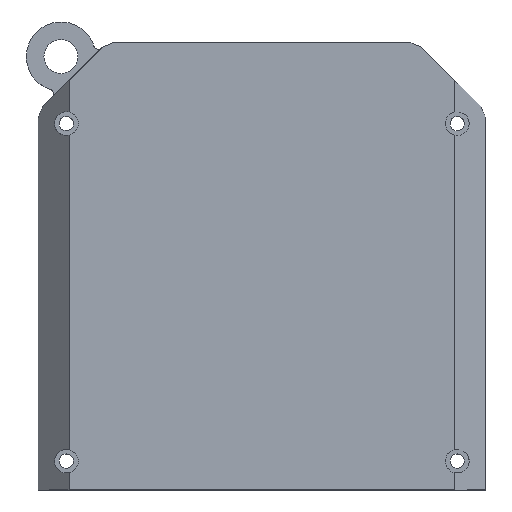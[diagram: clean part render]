
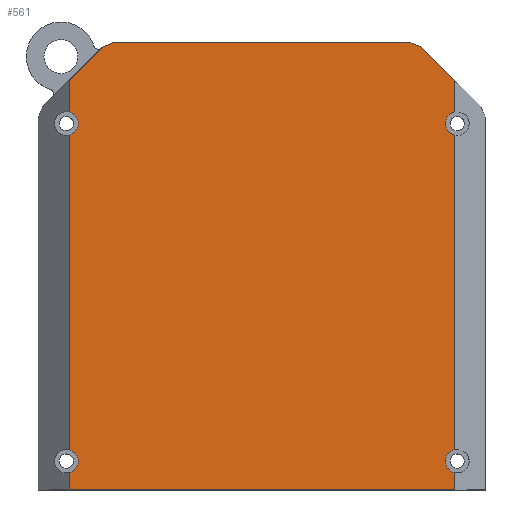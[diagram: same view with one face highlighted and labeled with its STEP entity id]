
A CAD part, top view. The second image highlights one B-rep face of the part: STEP entity #561.
In plain terms, the highlighted planar face has unit normal (0, 0, 1).
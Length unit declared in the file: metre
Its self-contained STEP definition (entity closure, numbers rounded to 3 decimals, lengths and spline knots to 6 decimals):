
#45=LINE('',#889,#91);
#47=LINE('',#893,#93);
#49=LINE('',#897,#95);
#51=LINE('',#901,#97);
#56=LINE('',#910,#102);
#57=LINE('',#915,#103);
#58=LINE('',#919,#104);
#60=LINE('',#922,#106);
#61=LINE('',#925,#107);
#62=LINE('',#927,#108);
#63=LINE('',#931,#109);
#64=LINE('',#935,#110);
#91=VECTOR('',#715,1.);
#93=VECTOR('',#719,1.);
#95=VECTOR('',#723,1.);
#97=VECTOR('',#727,1.);
#102=VECTOR('',#734,1.);
#103=VECTOR('',#739,1.);
#104=VECTOR('',#742,1.);
#106=VECTOR('',#744,1.);
#107=VECTOR('',#749,1.);
#108=VECTOR('',#750,1.);
#109=VECTOR('',#753,1.);
#110=VECTOR('',#756,1.);
#126=PLANE('',#619);
#209=ORIENTED_EDGE('',*,*,#334,.F.);
#210=ORIENTED_EDGE('',*,*,#333,.F.);
#211=ORIENTED_EDGE('',*,*,#335,.T.);
#212=ORIENTED_EDGE('',*,*,#336,.F.);
#213=ORIENTED_EDGE('',*,*,#337,.F.);
#214=ORIENTED_EDGE('',*,*,#338,.F.);
#215=ORIENTED_EDGE('',*,*,#339,.F.);
#216=ORIENTED_EDGE('',*,*,#340,.F.);
#217=ORIENTED_EDGE('',*,*,#316,.T.);
#218=ORIENTED_EDGE('',*,*,#318,.T.);
#219=ORIENTED_EDGE('',*,*,#320,.T.);
#220=ORIENTED_EDGE('',*,*,#322,.T.);
#221=ORIENTED_EDGE('',*,*,#327,.T.);
#222=ORIENTED_EDGE('',*,*,#331,.F.);
#223=ORIENTED_EDGE('',*,*,#341,.F.);
#224=ORIENTED_EDGE('',*,*,#329,.F.);
#316=EDGE_CURVE('',#385,#386,#45,.T.);
#318=EDGE_CURVE('',#386,#387,#47,.T.);
#320=EDGE_CURVE('',#387,#388,#49,.T.);
#322=EDGE_CURVE('',#388,#389,#51,.T.);
#327=EDGE_CURVE('',#389,#392,#56,.T.);
#329=EDGE_CURVE('',#393,#395,#57,.T.);
#331=EDGE_CURVE('',#396,#392,#58,.T.);
#333=EDGE_CURVE('',#397,#394,#60,.T.);
#334=EDGE_CURVE('',#394,#393,#423,.T.);
#335=EDGE_CURVE('',#397,#398,#61,.T.);
#336=EDGE_CURVE('',#399,#398,#62,.T.);
#337=EDGE_CURVE('',#400,#399,#424,.T.);
#338=EDGE_CURVE('',#401,#400,#63,.T.);
#339=EDGE_CURVE('',#402,#401,#425,.T.);
#340=EDGE_CURVE('',#385,#402,#64,.T.);
#341=EDGE_CURVE('',#395,#396,#426,.T.);
#385=VERTEX_POINT('',#886);
#386=VERTEX_POINT('',#888);
#387=VERTEX_POINT('',#892);
#388=VERTEX_POINT('',#896);
#389=VERTEX_POINT('',#900);
#392=VERTEX_POINT('',#909);
#393=VERTEX_POINT('',#913);
#394=VERTEX_POINT('',#914);
#395=VERTEX_POINT('',#916);
#396=VERTEX_POINT('',#918);
#397=VERTEX_POINT('',#921);
#398=VERTEX_POINT('',#926);
#399=VERTEX_POINT('',#928);
#400=VERTEX_POINT('',#930);
#401=VERTEX_POINT('',#932);
#402=VERTEX_POINT('',#934);
#423=CIRCLE('',#620,0.003448);
#424=CIRCLE('',#621,0.003448);
#425=CIRCLE('',#622,0.003448);
#426=CIRCLE('',#623,0.003448);
#458=EDGE_LOOP('',(#209,#210,#211,#212,#213,#214,#215,#216,#217,#218,#219,
#220,#221,#222,#223,#224));
#508=FACE_BOUND('',#458,.T.);
#561=ADVANCED_FACE('',(#508),#126,.T.);
#619=AXIS2_PLACEMENT_3D('',#923,#745,#746);
#620=AXIS2_PLACEMENT_3D('',#924,#747,#748);
#621=AXIS2_PLACEMENT_3D('',#929,#751,#752);
#622=AXIS2_PLACEMENT_3D('',#933,#754,#755);
#623=AXIS2_PLACEMENT_3D('',#936,#757,#758);
#715=DIRECTION('',(-0.707,0.707,0.));
#719=DIRECTION('',(-0.924,0.383,0.));
#723=DIRECTION('',(-1.,0.,0.));
#727=DIRECTION('',(-0.924,-0.383,0.));
#734=DIRECTION('',(-0.707,-0.707,0.));
#739=DIRECTION('',(0.,1.,0.));
#742=DIRECTION('',(0.,1.,0.));
#744=DIRECTION('',(0.,1.,0.));
#745=DIRECTION('',(0.,0.,1.));
#746=DIRECTION('',(1.,0.,0.));
#747=DIRECTION('',(0.,0.,1.));
#748=DIRECTION('',(1.,0.,0.));
#749=DIRECTION('',(1.,0.,0.));
#750=DIRECTION('',(0.,-1.,0.));
#751=DIRECTION('',(0.,0.,1.));
#752=DIRECTION('',(1.,0.,0.));
#753=DIRECTION('',(0.,-1.,0.));
#754=DIRECTION('',(0.,0.,1.));
#755=DIRECTION('',(1.,0.,0.));
#756=DIRECTION('',(0.,-1.,0.));
#757=DIRECTION('',(0.,0.,1.));
#758=DIRECTION('',(1.,0.,0.));
#886=CARTESIAN_POINT('',(0.056,0.054,0.01));
#888=CARTESIAN_POINT('',(0.046414,0.063586,0.01));
#889=CARTESIAN_POINT('',(0.063586,0.046414,0.01));
#892=CARTESIAN_POINT('',(0.043,0.065,0.01));
#893=CARTESIAN_POINT('',(0.046414,0.063586,0.01));
#896=CARTESIAN_POINT('',(-0.043,0.065,0.01));
#897=CARTESIAN_POINT('',(0.043,0.065,0.01));
#900=CARTESIAN_POINT('',(-0.046414,0.063586,0.01));
#901=CARTESIAN_POINT('',(-0.043,0.065,0.01));
#909=CARTESIAN_POINT('',(-0.056,0.054,0.01));
#910=CARTESIAN_POINT('',(-0.046414,0.063586,0.01));
#913=CARTESIAN_POINT('',(-0.056,-0.05327,0.01));
#914=CARTESIAN_POINT('',(-0.056,-0.05999,0.01));
#915=CARTESIAN_POINT('',(-0.056,0.0215,0.01));
#916=CARTESIAN_POINT('',(-0.056,0.038054,0.01));
#918=CARTESIAN_POINT('',(-0.056,0.044774,0.01));
#919=CARTESIAN_POINT('',(-0.056,0.0215,0.01));
#921=CARTESIAN_POINT('',(-0.056,-0.065,0.01));
#922=CARTESIAN_POINT('',(-0.056,0.0215,0.01));
#923=CARTESIAN_POINT('',(0.,0.,0.01));
#924=CARTESIAN_POINT('',(-0.056773,-0.05663,0.01));
#925=CARTESIAN_POINT('',(-0.065,-0.065,0.01));
#926=CARTESIAN_POINT('',(0.056,-0.065,0.01));
#927=CARTESIAN_POINT('',(0.056,-0.0325,0.01));
#928=CARTESIAN_POINT('',(0.056,-0.059992,0.01));
#929=CARTESIAN_POINT('',(0.056765,-0.05663,0.01));
#930=CARTESIAN_POINT('',(0.056,-0.053268,0.01));
#931=CARTESIAN_POINT('',(0.056,-0.0325,0.01));
#932=CARTESIAN_POINT('',(0.056,0.038052,0.01));
#933=CARTESIAN_POINT('',(0.056765,0.041414,0.01));
#934=CARTESIAN_POINT('',(0.056,0.044776,0.01));
#935=CARTESIAN_POINT('',(0.056,-0.0325,0.01));
#936=CARTESIAN_POINT('',(-0.056773,0.041414,0.01));
